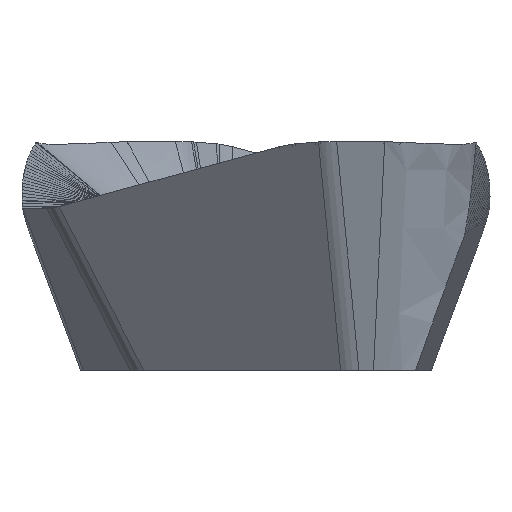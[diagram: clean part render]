
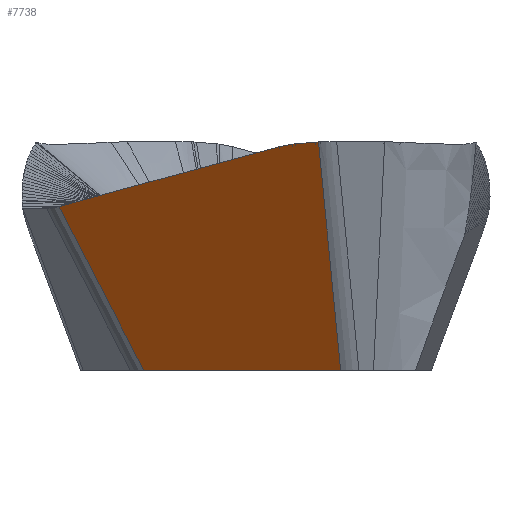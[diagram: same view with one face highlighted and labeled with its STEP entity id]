
A CAD part, left-side view. The second image highlights one B-rep face of the part: STEP entity #7738.
In plain terms, the highlighted planar face has unit normal (-0.814, 0.47, -0.342).
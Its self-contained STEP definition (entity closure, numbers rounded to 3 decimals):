
#90=CARTESIAN_POINT('',(-6.582,2.459,-5.));
#2132=CARTESIAN_POINT('',(-9.073,-1.855,-5.));
#2160=DIRECTION('',(0.341,-0.091,-0.936));
#2161=VECTOR('',#2160,5.342);
#2162=CARTESIAN_POINT('',(-10.892,-1.367,
-0.001));
#2163=LINE('',#2162,#2161);
#2167=DIRECTION('',(0.5,0.866,0.));
#2168=VECTOR('',#2167,4.981);
#2169=CARTESIAN_POINT('',(-9.073,-1.855,-5.));
#2170=LINE('',#2169,#2168);
#2174=CARTESIAN_POINT('',(-7.016,4.316,
-1.418));
#2175=CARTESIAN_POINT('',(-7.018,4.313,
-1.417));
#2176=CARTESIAN_POINT('',(-7.02,4.31,
-1.416));
#2177=CARTESIAN_POINT('',(-7.023,4.306,
-1.415));
#2182=DIRECTION('',(-0.555,-0.803,0.218));
#2183=VECTOR('',#2182,2.718);
#2184=CARTESIAN_POINT('',(-7.023,4.306,
-1.415));
#2185=LINE('',#2184,#2183);
#2189=DIRECTION('',(-0.555,-0.803,0.218));
#2190=VECTOR('',#2189,3.29);
#2191=CARTESIAN_POINT('',(-8.531,2.124,
-0.823));
#2192=LINE('',#2191,#2190);
#2196=CARTESIAN_POINT('',(-10.358,-0.517,
-0.106));
#2197=CARTESIAN_POINT('',(-10.397,-0.574,
-0.09));
#2198=CARTESIAN_POINT('',(-10.448,-0.65,
-0.074));
#2199=CARTESIAN_POINT('',(-10.51,-0.747,
-0.057));
#2200=CARTESIAN_POINT('',(-10.539,-0.792,
-0.052));
#2201=CARTESIAN_POINT('',(-10.548,-0.806,
-0.05));
#2206=CARTESIAN_POINT('',(-10.548,-0.806,
-0.05));
#2207=CARTESIAN_POINT('',(-10.55,-0.809,
-0.05));
#2208=CARTESIAN_POINT('',(-10.556,-0.82,
-0.048));
#2209=CARTESIAN_POINT('',(-10.569,-0.839,
-0.046));
#2210=CARTESIAN_POINT('',(-10.58,-0.858,
-0.045));
#2211=CARTESIAN_POINT('',(-10.586,-0.867,
-0.044));
#2216=DIRECTION('',(-0.522,-0.85,0.074));
#2217=VECTOR('',#2216,0.515);
#2218=CARTESIAN_POINT('',(-10.586,-0.867,
-0.044));
#2219=LINE('',#2218,#2217);
#2223=CARTESIAN_POINT('',(-10.855,-1.305,
-0.005));
#2224=CARTESIAN_POINT('',(-10.864,-1.32,
-0.004));
#2225=CARTESIAN_POINT('',(-10.877,-1.341,
-0.003));
#2226=CARTESIAN_POINT('',(-10.889,-1.362,
-0.001));
#2227=CARTESIAN_POINT('',(-10.892,-1.367,
-0.001));
#2243=DIRECTION('',(0.107,-0.458,-0.883));
#2244=VECTOR('',#2243,4.058);
#2245=CARTESIAN_POINT('',(-7.016,4.316,
-1.418));
#2246=LINE('',#2245,#2244);
#4205=VERTEX_POINT('',#2132);
#4285=VERTEX_POINT('',#90);
#4511=CARTESIAN_POINT('',(-10.892,-1.367,
-0.001));
#4512=VERTEX_POINT('',#4511);
#4587=CARTESIAN_POINT('',(-7.016,4.316,
-1.418));
#4588=VERTEX_POINT('',#4587);
#4617=CARTESIAN_POINT('',(-7.023,4.306,
-1.415));
#4618=VERTEX_POINT('',#4617);
#4619=CARTESIAN_POINT('',(-8.531,2.124,
-0.823));
#4620=VERTEX_POINT('',#4619);
#4621=CARTESIAN_POINT('',(-10.358,-0.517,
-0.106));
#4622=VERTEX_POINT('',#4621);
#4623=CARTESIAN_POINT('',(-10.548,-0.806,
-0.05));
#4624=VERTEX_POINT('',#4623);
#4625=CARTESIAN_POINT('',(-10.586,-0.867,
-0.044));
#4626=VERTEX_POINT('',#4625);
#4627=CARTESIAN_POINT('',(-10.855,-1.305,
-0.005));
#4628=VERTEX_POINT('',#4627);
#7713=CARTESIAN_POINT('',(-9.199,1.567,0.));
#7714=DIRECTION('',(0.814,-0.47,0.342));
#7715=DIRECTION('',(0.5,0.866,0.));
#7716=AXIS2_PLACEMENT_3D('',#7713,#7714,#7715);
#7717=PLANE('',#7716);
#7718=ORIENTED_EDGE('',*,*,#7704,.T.);
#7719=ORIENTED_EDGE('',*,*,#4725,.T.);
#7721=ORIENTED_EDGE('',*,*,#7720,.F.);
#7723=ORIENTED_EDGE('',*,*,#7722,.T.);
#7725=ORIENTED_EDGE('',*,*,#7724,.T.);
#7727=ORIENTED_EDGE('',*,*,#7726,.T.);
#7729=ORIENTED_EDGE('',*,*,#7728,.T.);
#7731=ORIENTED_EDGE('',*,*,#7730,.T.);
#7733=ORIENTED_EDGE('',*,*,#7732,.T.);
#7735=ORIENTED_EDGE('',*,*,#7734,.T.);
#7736=EDGE_LOOP('',(#7718,#7719,#7721,#7723,#7725,#7727,#7729,#7731,#7733,
#7735));
#7737=FACE_OUTER_BOUND('',#7736,.F.);
#2178=B_SPLINE_CURVE_WITH_KNOTS('',3,(#2174,#2175,#2176,#2177),.UNSPECIFIED.,
.F.,.F.,(4,4),(0.,1.),.UNSPECIFIED.);
#2202=B_SPLINE_CURVE_WITH_KNOTS('',3,(#2196,#2197,#2198,#2199,#2200,#2201),
.UNSPECIFIED.,.F.,.F.,(4,1,1,4),(0.,0.584,0.876,1.),
.UNSPECIFIED.);
#2212=B_SPLINE_CURVE_WITH_KNOTS('',3,(#2206,#2207,#2208,#2209,#2210,#2211),
.UNSPECIFIED.,.F.,.F.,(4,1,1,4),(0.,0.128,0.564,1.),
.UNSPECIFIED.);
#2228=B_SPLINE_CURVE_WITH_KNOTS('',3,(#2223,#2224,#2225,#2226,#2227),
.UNSPECIFIED.,.F.,.F.,(4,1,4),(0.,0.75,1.),.UNSPECIFIED.);
#4725=EDGE_CURVE('',#4205,#4285,#2170,.T.);
#7704=EDGE_CURVE('',#4512,#4205,#2163,.T.);
#7720=EDGE_CURVE('',#4588,#4285,#2246,.T.);
#7722=EDGE_CURVE('',#4588,#4618,#2178,.T.);
#7724=EDGE_CURVE('',#4618,#4620,#2185,.T.);
#7726=EDGE_CURVE('',#4620,#4622,#2192,.T.);
#7728=EDGE_CURVE('',#4622,#4624,#2202,.T.);
#7730=EDGE_CURVE('',#4624,#4626,#2212,.T.);
#7732=EDGE_CURVE('',#4626,#4628,#2219,.T.);
#7734=EDGE_CURVE('',#4628,#4512,#2228,.T.);
#7738=ADVANCED_FACE('',(#7737),#7717,.F.);
